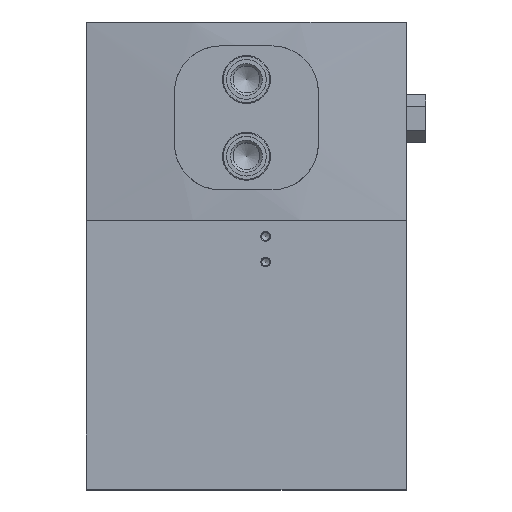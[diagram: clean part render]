
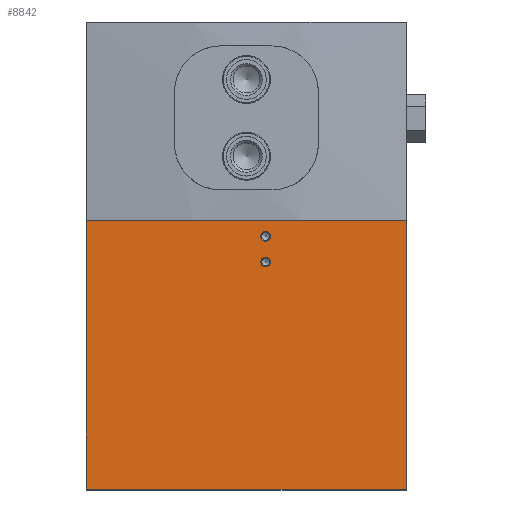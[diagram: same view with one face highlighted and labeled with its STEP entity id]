
A CAD part, top view. The second image highlights one B-rep face of the part: STEP entity #8842.
In plain terms, the highlighted planar face has unit normal (0, 0, 1).
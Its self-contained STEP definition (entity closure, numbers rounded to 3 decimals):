
#345=CIRCLE('',#9354,1.5);
#346=CIRCLE('',#9355,1.5);
#762=ORIENTED_EDGE('',*,*,#2467,.F.);
#763=ORIENTED_EDGE('',*,*,#2468,.F.);
#764=ORIENTED_EDGE('',*,*,#2407,.T.);
#765=ORIENTED_EDGE('',*,*,#2436,.F.);
#766=ORIENTED_EDGE('',*,*,#2469,.F.);
#767=ORIENTED_EDGE('',*,*,#2454,.T.);
#2407=EDGE_CURVE('',#3265,#3267,#3836,.T.);
#2436=EDGE_CURVE('',#3292,#3267,#3854,.T.);
#2454=EDGE_CURVE('',#3309,#3265,#3864,.T.);
#2467=EDGE_CURVE('',#3319,#3319,#345,.T.);
#2468=EDGE_CURVE('',#3320,#3320,#346,.T.);
#2469=EDGE_CURVE('',#3309,#3292,#3869,.T.);
#3265=VERTEX_POINT('',#12441);
#3267=VERTEX_POINT('',#12445);
#3292=VERTEX_POINT('',#12501);
#3309=VERTEX_POINT('',#12538);
#3319=VERTEX_POINT('',#12563);
#3320=VERTEX_POINT('',#12565);
#3836=LINE('',#12446,#4396);
#3854=LINE('',#12502,#4414);
#3864=LINE('',#12537,#4424);
#3869=LINE('',#12566,#4429);
#4396=VECTOR('',#10167,1000.);
#4414=VECTOR('',#10211,1000.);
#4424=VECTOR('',#10239,1000.);
#4429=VECTOR('',#10268,1000.);
#4963=EDGE_LOOP('',(#762));
#4964=EDGE_LOOP('',(#763));
#4965=EDGE_LOOP('',(#764,#765,#766,#767));
#5569=FACE_BOUND('',#4963,.T.);
#5570=FACE_BOUND('',#4964,.T.);
#5571=FACE_BOUND('',#4965,.T.);
#6123=PLANE('',#9353);
#8842=ADVANCED_FACE('',(#5569,#5570,#5571),#6123,.F.);
#9353=AXIS2_PLACEMENT_3D('',#12561,#10262,#10263);
#9354=AXIS2_PLACEMENT_3D('',#12562,#10264,#10265);
#9355=AXIS2_PLACEMENT_3D('',#12564,#10266,#10267);
#10167=DIRECTION('',(1.,0.,0.));
#10211=DIRECTION('',(0.,-1.,0.));
#10239=DIRECTION('',(0.,-1.,0.));
#10262=DIRECTION('',(0.,0.,-1.));
#10263=DIRECTION('',(-1.,0.,0.));
#10264=DIRECTION('',(0.,0.,1.));
#10265=DIRECTION('',(1.,0.,0.));
#10266=DIRECTION('',(0.,0.,1.));
#10267=DIRECTION('',(1.,0.,0.));
#10268=DIRECTION('',(1.,0.,0.));
#12441=CARTESIAN_POINT('',(-50.,0.,77.));
#12445=CARTESIAN_POINT('',(50.,0.,77.));
#12446=CARTESIAN_POINT('',(-50.,0.,77.));
#12501=CARTESIAN_POINT('',(50.,84.,77.));
#12502=CARTESIAN_POINT('',(50.,84.,77.));
#12537=CARTESIAN_POINT('',(-50.,84.,77.));
#12538=CARTESIAN_POINT('',(-50.,84.,77.));
#12561=CARTESIAN_POINT('',(-50.,84.,77.));
#12562=CARTESIAN_POINT('',(6.,79.,77.));
#12563=CARTESIAN_POINT('',(7.5,79.,77.));
#12564=CARTESIAN_POINT('',(6.,71.,77.));
#12565=CARTESIAN_POINT('',(7.5,71.,77.));
#12566=CARTESIAN_POINT('',(-50.,84.,77.));
